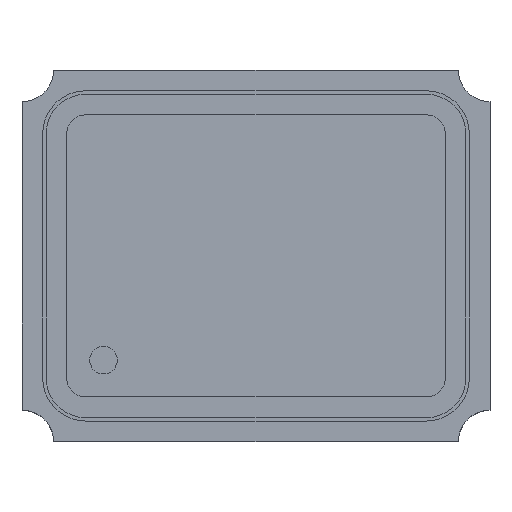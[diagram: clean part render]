
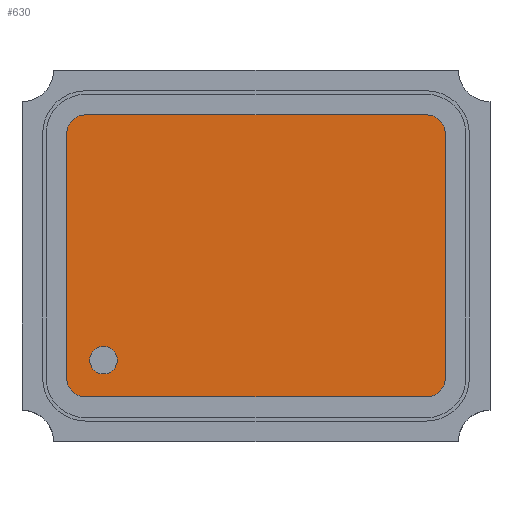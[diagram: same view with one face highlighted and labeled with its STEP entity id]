
A CAD part, top view. The second image highlights one B-rep face of the part: STEP entity #630.
In plain terms, the highlighted planar face has unit normal (0, 0, 1).
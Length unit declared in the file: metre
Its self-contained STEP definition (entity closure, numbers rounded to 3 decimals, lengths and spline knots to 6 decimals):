
#378 = EDGE_CURVE( '', #1098, #1099, #1100, .T. );
#400 = EDGE_CURVE( '', #1099, #1140, #1141, .T. );
#466 = EDGE_CURVE( '', #1256, #1257, #1258, .T. );
#506 = EDGE_CURVE( '', #1320, #1098, #1321, .T. );
#630 = ADVANCED_FACE( '', ( #1511, #1512 ), #1513, .T. );
#674 = EDGE_CURVE( '', #1257, #1320, #1572, .T. );
#776 = EDGE_CURVE( '', #1472, #1256, #1704, .T. );
#810 = EDGE_CURVE( '', #1746, #1140, #1747, .T. );
#852 = EDGE_CURVE( '', #1798, #1798, #1799, .T. );
#882 = EDGE_CURVE( '', #1746, #1472, #1837, .T. );
#1098 = VERTEX_POINT( '', #2079 );
#1099 = VERTEX_POINT( '', #2080 );
#1100 = CIRCLE( '', #2081, 0.000138 );
#1140 = VERTEX_POINT( '', #2136 );
#1141 = LINE( '', #2137, #2138 );
#1256 = VERTEX_POINT( '', #2296 );
#1257 = VERTEX_POINT( '', #2297 );
#1258 = LINE( '', #2298, #2299 );
#1320 = VERTEX_POINT( '', #2385 );
#1321 = LINE( '', #2386, #2387 );
#1472 = VERTEX_POINT( '', #2592 );
#1511 = FACE_BOUND( '', #2652, .T. );
#1512 = FACE_OUTER_BOUND( '', #2653, .T. );
#1513 = PLANE( '', #2654 );
#1572 = CIRCLE( '', #2741, 0.000138 );
#1704 = CIRCLE( '', #2942, 0.000138 );
#1746 = VERTEX_POINT( '', #3008 );
#1747 = CIRCLE( '', #3009, 0.000138 );
#1798 = VERTEX_POINT( '', #3085 );
#1799 = CIRCLE( '', #3086, 0.0001 );
#1837 = LINE( '', #3137, #3138 );
#2079 = CARTESIAN_POINT( '', ( 0.001375, -0.000887, 0.00075 ) );
#2080 = CARTESIAN_POINT( '', ( 0.001237, -0.001025, 0.00075 ) );
#2081 = AXIS2_PLACEMENT_3D( '', #3489, #3490, #3491 );
#2136 = CARTESIAN_POINT( '', ( -0.001237, -0.001025, 0.00075 ) );
#2137 = CARTESIAN_POINT( '', ( -0.001237, -0.001025, 0.00075 ) );
#2138 = VECTOR( '', #3526, 1. );
#2296 = CARTESIAN_POINT( '', ( -0.001237, 0.001025, 0.00075 ) );
#2297 = CARTESIAN_POINT( '', ( 0.001237, 0.001025, 0.00075 ) );
#2298 = CARTESIAN_POINT( '', ( 0.001237, 0.001025, 0.00075 ) );
#2299 = VECTOR( '', #3632, 1. );
#2385 = CARTESIAN_POINT( '', ( 0.001375, 0.000887, 0.00075 ) );
#2386 = CARTESIAN_POINT( '', ( 0.001375, -0.000887, 0.00075 ) );
#2387 = VECTOR( '', #3712, 1. );
#2592 = CARTESIAN_POINT( '', ( -0.001375, 0.000887, 0.00075 ) );
#2652 = EDGE_LOOP( '', ( #3938 ) );
#2653 = EDGE_LOOP( '', ( #3939, #3940, #3941, #3942, #3943, #3944, #3945, #3946 ) );
#2654 = AXIS2_PLACEMENT_3D( '', #3947, #3948, #3949 );
#2741 = AXIS2_PLACEMENT_3D( '', #4026, #4027, #4028 );
#2942 = AXIS2_PLACEMENT_3D( '', #4195, #4196, #4197 );
#3008 = CARTESIAN_POINT( '', ( -0.001375, -0.000887, 0.00075 ) );
#3009 = AXIS2_PLACEMENT_3D( '', #4246, #4247, #4248 );
#3085 = CARTESIAN_POINT( '', ( -0.001008, -0.000758, 0.00075 ) );
#3086 = AXIS2_PLACEMENT_3D( '', #4328, #4329, #4330 );
#3137 = CARTESIAN_POINT( '', ( -0.001375, 0.000887, 0.00075 ) );
#3138 = VECTOR( '', #4400, 1. );
#3489 = CARTESIAN_POINT( '', ( 0.001237, -0.000887, 0.00075 ) );
#3490 = DIRECTION( '', ( 0., 0., -1. ) );
#3491 = DIRECTION( '', ( 1., 0., 0. ) );
#3526 = DIRECTION( '', ( -1., 0., 0. ) );
#3632 = DIRECTION( '', ( 1., 0., 0. ) );
#3712 = DIRECTION( '', ( 0., -1., 0. ) );
#3938 = ORIENTED_EDGE( '', *, *, #852, .T. );
#3939 = ORIENTED_EDGE( '', *, *, #776, .F. );
#3940 = ORIENTED_EDGE( '', *, *, #882, .F. );
#3941 = ORIENTED_EDGE( '', *, *, #810, .T. );
#3942 = ORIENTED_EDGE( '', *, *, #400, .F. );
#3943 = ORIENTED_EDGE( '', *, *, #378, .F. );
#3944 = ORIENTED_EDGE( '', *, *, #506, .F. );
#3945 = ORIENTED_EDGE( '', *, *, #674, .F. );
#3946 = ORIENTED_EDGE( '', *, *, #466, .F. );
#3947 = CARTESIAN_POINT( '', ( 0., 0., 0.00075 ) );
#3948 = DIRECTION( '', ( 0., 0., 1. ) );
#3949 = DIRECTION( '', ( 1., 0., 0. ) );
#4026 = CARTESIAN_POINT( '', ( 0.001237, 0.000887, 0.00075 ) );
#4027 = DIRECTION( '', ( 0., 0., -1. ) );
#4028 = DIRECTION( '', ( 1., 0., 0. ) );
#4195 = CARTESIAN_POINT( '', ( -0.001237, 0.000887, 0.00075 ) );
#4196 = DIRECTION( '', ( 0., 0., -1. ) );
#4197 = DIRECTION( '', ( 1., 0., 0. ) );
#4246 = CARTESIAN_POINT( '', ( -0.001237, -0.000887, 0.00075 ) );
#4247 = DIRECTION( '', ( 0., 0., 1. ) );
#4248 = DIRECTION( '', ( 1., 0., 0. ) );
#4328 = CARTESIAN_POINT( '', ( -0.001108, -0.000758, 0.00075 ) );
#4329 = DIRECTION( '', ( 0., 0., -1. ) );
#4330 = DIRECTION( '', ( 1., 0., 0. ) );
#4400 = DIRECTION( '', ( 0., 1., 0. ) );
